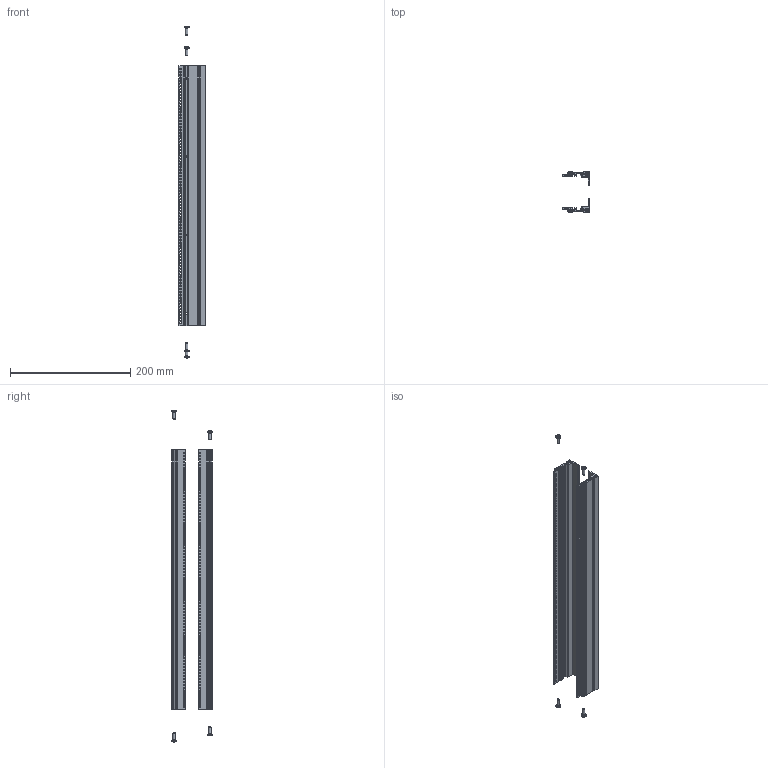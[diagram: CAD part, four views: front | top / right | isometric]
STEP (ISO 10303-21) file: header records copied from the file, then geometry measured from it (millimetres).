
FILE_DESCRIPTION(/* description */ (''),/* implementation_level */ '2;1');
FILE_NAME(/* name */ '54308410_IZPR_00084.stp',/* time_stamp */ '2014-04-10T12:49:52+02:00',/* author */ ('nowak'),/* organization */ ('Fa. Bopla'),/* preprocessor_version */ 'ST-DEVELOPER v15.2',/* originating_system */ 'Autodesk Inventor 2014',/* authorisation */ '');
FILE_SCHEMA (('AUTOMOTIVE_DESIGN { 1 0 10303 214 3 1 1 }'));
Length unit declared in the file: millimetre
Products named in the file (3): PR_84_3D; SHR_Z_M4X12-SONDER_3D; Baugruppe2
Bounding box: 44.5 x 67.62 x 551.99 mm (x, y, z)
Volume: 153232.3 mm3; surface area: 177808.1 mm2
Topology: 6 solids, 6 shells, 688 faces, 2356 edges, 1676 vertices
Faces by surface type: cylinder 466, plane 202, cone 8, torus 8, sphere 4
Full cylindrical faces by diameter (mm): 2.5 x168, 3 x8, 3.141 x4, 3.2 x168, 4 x4, 8 x4
Entity records: 11301 total; most frequent: CARTESIAN_POINT 2436, DIRECTION 1792, ORIENTED_EDGE 1514, EDGE_LOOP 838, EDGE_CURVE 757, AXIS2_PLACEMENT_3D 753, VERTEX_POINT 621, FACE_BOUND 527
